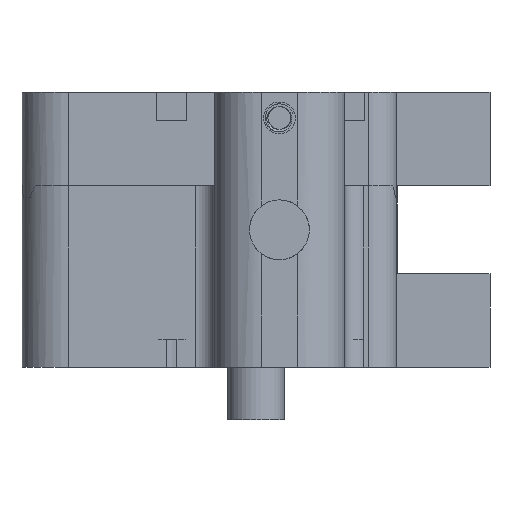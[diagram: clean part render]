
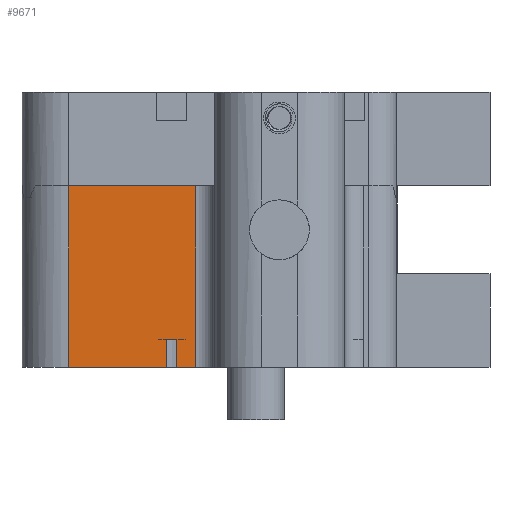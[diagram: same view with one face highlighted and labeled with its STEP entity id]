
A CAD part, left-side view. The second image highlights one B-rep face of the part: STEP entity #9671.
In plain terms, the highlighted planar face has unit normal (-1, 0, 0).
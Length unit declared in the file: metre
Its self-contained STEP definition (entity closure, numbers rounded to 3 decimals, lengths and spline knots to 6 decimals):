
#588=LINE('',#20736,#1264);
#589=LINE('',#20740,#1265);
#620=LINE('',#20836,#1296);
#621=LINE('',#20839,#1297);
#622=LINE('',#20840,#1298);
#623=LINE('',#20842,#1299);
#624=LINE('',#20844,#1300);
#625=LINE('',#20845,#1301);
#1264=VECTOR('',#12035,1.);
#1265=VECTOR('',#12038,1.);
#1296=VECTOR('',#12105,1.);
#1297=VECTOR('',#12106,1.);
#1298=VECTOR('',#12107,1.);
#1299=VECTOR('',#12108,1.);
#1300=VECTOR('',#12109,1.);
#1301=VECTOR('',#12110,1.);
#1807=PLANE('',#10464);
#2715=ORIENTED_EDGE('',*,*,#5258,.T.);
#2716=ORIENTED_EDGE('',*,*,#5259,.T.);
#2717=ORIENTED_EDGE('',*,*,#5215,.F.);
#2718=ORIENTED_EDGE('',*,*,#5260,.F.);
#2719=ORIENTED_EDGE('',*,*,#5261,.F.);
#2720=ORIENTED_EDGE('',*,*,#5262,.T.);
#2721=ORIENTED_EDGE('',*,*,#5213,.F.);
#2722=ORIENTED_EDGE('',*,*,#5263,.T.);
#5213=EDGE_CURVE('',#6556,#6557,#588,.T.);
#5215=EDGE_CURVE('',#6558,#6559,#589,.T.);
#5258=EDGE_CURVE('',#6592,#6593,#620,.T.);
#5259=EDGE_CURVE('',#6593,#6559,#621,.T.);
#5260=EDGE_CURVE('',#6594,#6558,#622,.T.);
#5261=EDGE_CURVE('',#6595,#6594,#623,.T.);
#5262=EDGE_CURVE('',#6595,#6557,#624,.T.);
#5263=EDGE_CURVE('',#6556,#6592,#625,.T.);
#6556=VERTEX_POINT('',#20735);
#6557=VERTEX_POINT('',#20737);
#6558=VERTEX_POINT('',#20739);
#6559=VERTEX_POINT('',#20741);
#6592=VERTEX_POINT('',#20837);
#6593=VERTEX_POINT('',#20838);
#6594=VERTEX_POINT('',#20841);
#6595=VERTEX_POINT('',#20843);
#8023=EDGE_LOOP('',(#2715,#2716,#2717,#2718,#2719,#2720,#2721,#2722));
#8752=FACE_BOUND('',#8023,.T.);
#9671=ADVANCED_FACE('',(#8752),#1807,.F.);
#10464=AXIS2_PLACEMENT_3D('',#20835,#12103,#12104);
#12035=DIRECTION('',(0.,1.,0.));
#12038=DIRECTION('',(0.,1.,0.));
#12103=DIRECTION('',(1.,0.,0.));
#12104=DIRECTION('',(0.,0.,-1.));
#12105=DIRECTION('',(0.,1.,0.));
#12106=DIRECTION('',(0.,0.,-1.));
#12107=DIRECTION('',(0.,0.,-1.));
#12108=DIRECTION('',(0.,1.,0.));
#12109=DIRECTION('',(0.,0.,-1.));
#12110=DIRECTION('',(0.,0.,1.));
#20735=CARTESIAN_POINT('',(-0.040013,0.00645,-0.0162));
#20736=CARTESIAN_POINT('',(-0.040013,-0.015,-0.0162));
#20737=CARTESIAN_POINT('',(-0.040013,0.00845,-0.0162));
#20739=CARTESIAN_POINT('',(-0.040013,0.00955,-0.0162));
#20740=CARTESIAN_POINT('',(-0.040013,-0.015,-0.0162));
#20741=CARTESIAN_POINT('',(-0.040013,0.02,-0.0162));
#20835=CARTESIAN_POINT('',(-0.040013,-0.015,-0.0015));
#20836=CARTESIAN_POINT('',(-0.040013,-0.015,0.0032));
#20837=CARTESIAN_POINT('',(-0.040013,0.00645,0.0032));
#20838=CARTESIAN_POINT('',(-0.040013,0.02,0.0032));
#20839=CARTESIAN_POINT('',(-0.040013,0.02,-0.0015));
#20840=CARTESIAN_POINT('',(-0.040013,0.00955,-0.0132));
#20841=CARTESIAN_POINT('',(-0.040013,0.00955,-0.0132));
#20842=CARTESIAN_POINT('',(-0.040013,-0.015,-0.0132));
#20843=CARTESIAN_POINT('',(-0.040013,0.00845,-0.0132));
#20844=CARTESIAN_POINT('',(-0.040013,0.00845,-0.0132));
#20845=CARTESIAN_POINT('',(-0.040013,0.00645,-0.0015));
